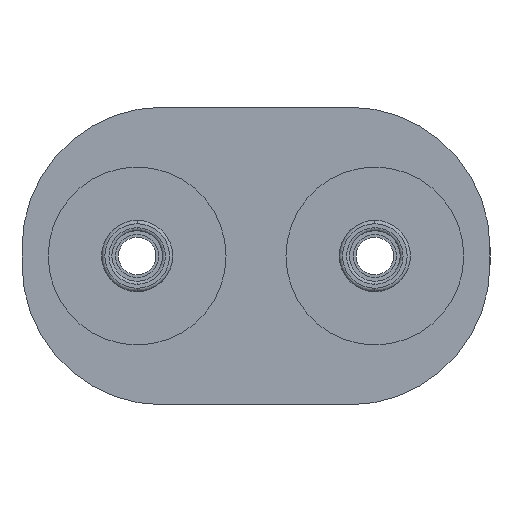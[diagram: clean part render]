
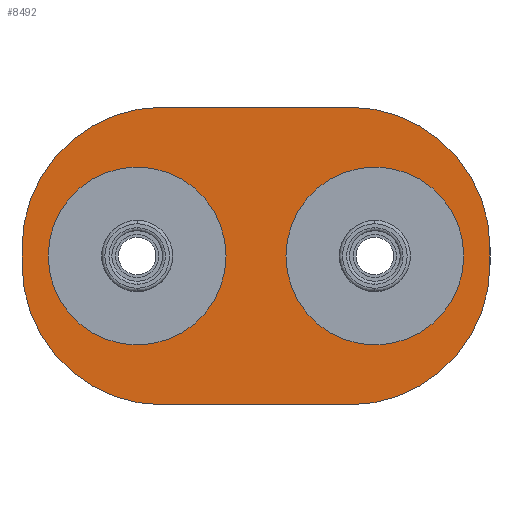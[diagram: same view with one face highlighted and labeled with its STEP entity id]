
A CAD part, left-side view. The second image highlights one B-rep face of the part: STEP entity #8492.
In plain terms, the highlighted planar face has unit normal (-1, 0, 0).
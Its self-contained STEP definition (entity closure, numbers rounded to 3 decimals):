
#2 = EDGE_CURVE ( 'NONE', #9806, #8962, #3204, .T. ) ;
#16 = DIRECTION ( 'NONE',  ( 0., 0., 1. ) ) ;
#32 = DIRECTION ( 'NONE',  ( 0., -1., 0. ) ) ;
#108 = CARTESIAN_POINT ( 'NONE',  ( -28.5, 12.5, 0. ) ) ;
#342 = CIRCLE ( 'NONE', #6206, 7.5 ) ;
#375 = DIRECTION ( 'NONE',  ( -1., 0., 0. ) ) ;
#408 = VECTOR ( 'NONE', #2665, 1000. ) ;
#471 = VERTEX_POINT ( 'NONE', #4330 ) ;
#568 = CIRCLE ( 'NONE', #6290, 4.75 ) ;
#573 = ORIENTED_EDGE ( 'NONE', *, *, #10088, .T. ) ;
#603 = VERTEX_POINT ( 'NONE', #5308 ) ;
#645 = ORIENTED_EDGE ( 'NONE', *, *, #10808, .T. ) ;
#814 = EDGE_LOOP ( 'NONE', ( #645, #5109, #3748, #3450, #10789, #1469, #8261, #2524 ) ) ;
#1081 = CARTESIAN_POINT ( 'NONE',  ( -28.5, -6.35, 0. ) ) ;
#1158 = CARTESIAN_POINT ( 'NONE',  ( -28.5, 12.5, 0.45 ) ) ;
#1285 = EDGE_CURVE ( 'NONE', #8962, #9806, #6552, .T. ) ;
#1425 = DIRECTION ( 'NONE',  ( -1., 0., 0. ) ) ;
#1469 = ORIENTED_EDGE ( 'NONE', *, *, #9343, .T. ) ;
#1717 = LINE ( 'NONE', #108, #10483 ) ;
#1743 = CIRCLE ( 'NONE', #9108, 7.5 ) ;
#1866 = VERTEX_POINT ( 'NONE', #9802 ) ;
#2206 = CARTESIAN_POINT ( 'NONE',  ( -28.5, -5., 7.95 ) ) ;
#2388 = DIRECTION ( 'NONE',  ( -1., 0., 0. ) ) ;
#2403 = DIRECTION ( 'NONE',  ( -1., 0., 0. ) ) ;
#2495 = CARTESIAN_POINT ( 'NONE',  ( -28.5, 6.35, 0. ) ) ;
#2515 = CARTESIAN_POINT ( 'NONE',  ( -28.5, 0.65, -7.95 ) ) ;
#2524 = ORIENTED_EDGE ( 'NONE', *, *, #3529, .T. ) ;
#2548 = AXIS2_PLACEMENT_3D ( 'NONE', #6336, #375, #6495 ) ;
#2624 = CARTESIAN_POINT ( 'NONE',  ( -28.5, 5., 7.95 ) ) ;
#2665 = DIRECTION ( 'NONE',  ( 0., -1., 0. ) ) ;
#2772 = DIRECTION ( 'NONE',  ( -1., 0., 0. ) ) ;
#2812 = DIRECTION ( 'NONE',  ( 0., 0., 1. ) ) ;
#2857 = AXIS2_PLACEMENT_3D ( 'NONE', #2495, #8428, #11018 ) ;
#3204 = CIRCLE ( 'NONE', #6045, 4.75 ) ;
#3336 = DIRECTION ( 'NONE',  ( 0., 0., -1. ) ) ;
#3450 = ORIENTED_EDGE ( 'NONE', *, *, #9913, .T. ) ;
#3529 = EDGE_CURVE ( 'NONE', #5297, #5585, #342, .T. ) ;
#3612 = ORIENTED_EDGE ( 'NONE', *, *, #1285, .F. ) ;
#3744 = EDGE_LOOP ( 'NONE', ( #9549, #573 ) ) ;
#3748 = ORIENTED_EDGE ( 'NONE', *, *, #7108, .T. ) ;
#3790 = CARTESIAN_POINT ( 'NONE',  ( -28.5, -5., -7.95 ) ) ;
#3906 = FACE_BOUND ( 'NONE', #9166, .T. ) ;
#4293 = CARTESIAN_POINT ( 'NONE',  ( -28.5, 0.65, 7.95 ) ) ;
#4330 = CARTESIAN_POINT ( 'NONE',  ( -28.5, -12.5, -0.45 ) ) ;
#4403 = VERTEX_POINT ( 'NONE', #6934 ) ;
#4899 = DIRECTION ( 'NONE',  ( 0., 0., 1. ) ) ;
#5109 = ORIENTED_EDGE ( 'NONE', *, *, #10674, .T. ) ;
#5297 = VERTEX_POINT ( 'NONE', #2624 ) ;
#5308 = CARTESIAN_POINT ( 'NONE',  ( -28.5, 6.35, -4.75 ) ) ;
#5585 = VERTEX_POINT ( 'NONE', #1158 ) ;
#5612 = CIRCLE ( 'NONE', #9456, 7.5 ) ;
#5927 = VERTEX_POINT ( 'NONE', #2206 ) ;
#5936 = VERTEX_POINT ( 'NONE', #3790 ) ;
#6032 = LINE ( 'NONE', #4293, #10516 ) ;
#6045 = AXIS2_PLACEMENT_3D ( 'NONE', #1081, #2772, #2812 ) ;
#6054 = CARTESIAN_POINT ( 'NONE',  ( -28.5, 5., -0.45 ) ) ;
#6206 = AXIS2_PLACEMENT_3D ( 'NONE', #8952, #8152, #6429 ) ;
#6290 = AXIS2_PLACEMENT_3D ( 'NONE', #7395, #6548, #9939 ) ;
#6301 = LINE ( 'NONE', #2515, #408 ) ;
#6336 = CARTESIAN_POINT ( 'NONE',  ( -28.5, 0.65, 0. ) ) ;
#6401 = CARTESIAN_POINT ( 'NONE',  ( -28.5, -6.35, -4.75 ) ) ;
#6420 = CARTESIAN_POINT ( 'NONE',  ( -28.5, 6.35, 4.75 ) ) ;
#6429 = DIRECTION ( 'NONE',  ( 0., 0., 1. ) ) ;
#6432 = CIRCLE ( 'NONE', #9811, 7.5 ) ;
#6441 = LINE ( 'NONE', #8464, #8403 ) ;
#6495 = DIRECTION ( 'NONE',  ( 0., 0., 1. ) ) ;
#6526 = CARTESIAN_POINT ( 'NONE',  ( -28.5, -6.35, 0. ) ) ;
#6548 = DIRECTION ( 'NONE',  ( 1., 0., 0. ) ) ;
#6552 = CIRCLE ( 'NONE', #10140, 4.75 ) ;
#6886 = DIRECTION ( 'NONE',  ( 0., 0., 1. ) ) ;
#6904 = EDGE_CURVE ( 'NONE', #5297, #5927, #6032, .T. ) ;
#6934 = CARTESIAN_POINT ( 'NONE',  ( -28.5, 12.5, -0.45 ) ) ;
#7108 = EDGE_CURVE ( 'NONE', #1866, #5936, #6301, .T. ) ;
#7395 = CARTESIAN_POINT ( 'NONE',  ( -28.5, 6.35, 0. ) ) ;
#7591 = VERTEX_POINT ( 'NONE', #8446 ) ;
#7812 = EDGE_CURVE ( 'NONE', #7591, #471, #6441, .T. ) ;
#8108 = CARTESIAN_POINT ( 'NONE',  ( -28.5, -6.35, 4.75 ) ) ;
#8144 = PLANE ( 'NONE',  #2548 ) ;
#8152 = DIRECTION ( 'NONE',  ( -1., 0., 0. ) ) ;
#8261 = ORIENTED_EDGE ( 'NONE', *, *, #6904, .F. ) ;
#8403 = VECTOR ( 'NONE', #3336, 1000. ) ;
#8425 = ORIENTED_EDGE ( 'NONE', *, *, #2, .F. ) ;
#8428 = DIRECTION ( 'NONE',  ( 1., 0., 0. ) ) ;
#8446 = CARTESIAN_POINT ( 'NONE',  ( -28.5, -12.5, 0.45 ) ) ;
#8464 = CARTESIAN_POINT ( 'NONE',  ( -28.5, -12.5, 0. ) ) ;
#8492 = ADVANCED_FACE ( 'NONE', ( #10944, #9728, #3906 ), #8144, .T. ) ;
#8567 = DIRECTION ( 'NONE',  ( -1., 0., 0. ) ) ;
#8952 = CARTESIAN_POINT ( 'NONE',  ( -28.5, 5., 0.45 ) ) ;
#8962 = VERTEX_POINT ( 'NONE', #6401 ) ;
#9108 = AXIS2_PLACEMENT_3D ( 'NONE', #9340, #2403, #16 ) ;
#9166 = EDGE_LOOP ( 'NONE', ( #3612, #8425 ) ) ;
#9203 = EDGE_CURVE ( 'NONE', #9777, #603, #568, .T. ) ;
#9225 = CARTESIAN_POINT ( 'NONE',  ( -28.5, -5., -0.45 ) ) ;
#9340 = CARTESIAN_POINT ( 'NONE',  ( -28.5, -5., 0.45 ) ) ;
#9343 = EDGE_CURVE ( 'NONE', #7591, #5927, #1743, .T. ) ;
#9456 = AXIS2_PLACEMENT_3D ( 'NONE', #9225, #2388, #10000 ) ;
#9504 = DIRECTION ( 'NONE',  ( 0., 0., -1. ) ) ;
#9549 = ORIENTED_EDGE ( 'NONE', *, *, #9203, .T. ) ;
#9728 = FACE_BOUND ( 'NONE', #3744, .T. ) ;
#9777 = VERTEX_POINT ( 'NONE', #6420 ) ;
#9802 = CARTESIAN_POINT ( 'NONE',  ( -28.5, 5., -7.95 ) ) ;
#9806 = VERTEX_POINT ( 'NONE', #8108 ) ;
#9811 = AXIS2_PLACEMENT_3D ( 'NONE', #6054, #8567, #6886 ) ;
#9913 = EDGE_CURVE ( 'NONE', #5936, #471, #5612, .T. ) ;
#9939 = DIRECTION ( 'NONE',  ( 0., 0., 1. ) ) ;
#10000 = DIRECTION ( 'NONE',  ( 0., 0., 1. ) ) ;
#10088 = EDGE_CURVE ( 'NONE', #603, #9777, #10104, .T. ) ;
#10104 = CIRCLE ( 'NONE', #2857, 4.75 ) ;
#10140 = AXIS2_PLACEMENT_3D ( 'NONE', #6526, #1425, #4899 ) ;
#10483 = VECTOR ( 'NONE', #9504, 1000. ) ;
#10516 = VECTOR ( 'NONE', #32, 1000. ) ;
#10674 = EDGE_CURVE ( 'NONE', #4403, #1866, #6432, .T. ) ;
#10789 = ORIENTED_EDGE ( 'NONE', *, *, #7812, .F. ) ;
#10808 = EDGE_CURVE ( 'NONE', #5585, #4403, #1717, .T. ) ;
#10944 = FACE_OUTER_BOUND ( 'NONE', #814, .T. ) ;
#11018 = DIRECTION ( 'NONE',  ( 0., 0., 1. ) ) ;
